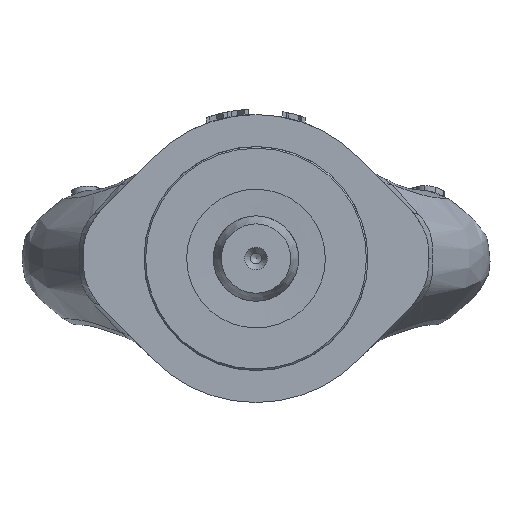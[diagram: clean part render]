
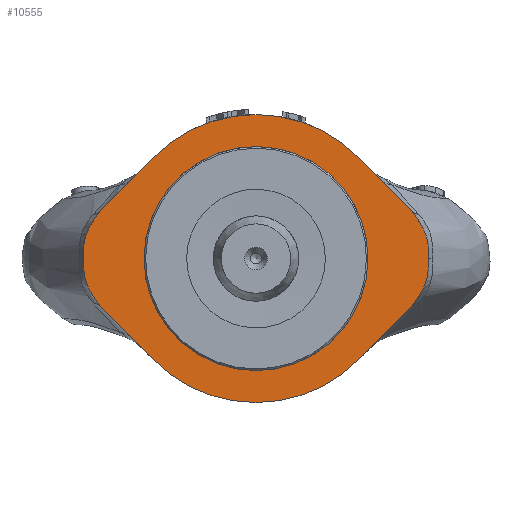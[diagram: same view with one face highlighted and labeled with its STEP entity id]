
A CAD part, front view. The second image highlights one B-rep face of the part: STEP entity #10555.
In plain terms, the highlighted face is planar.
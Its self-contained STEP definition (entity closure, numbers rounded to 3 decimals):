
#512=LINE('',#28449,#1083);
#515=LINE('',#28689,#1086);
#520=LINE('',#29425,#1091);
#523=LINE('',#29684,#1094);
#1083=VECTOR('',#12867,10.);
#1086=VECTOR('',#12878,10.);
#1091=VECTOR('',#12915,10.);
#1094=VECTOR('',#12930,10.);
#1521=PLANE('',#11362);
#1717=FACE_BOUND('',#2784,.T.);
#2124=FACE_OUTER_BOUND('',#2783,.T.);
#2783=EDGE_LOOP('',(#8566,#8567,#8568,#8569,#8570,#8571,#8572,#8573,#8574,
#8575,#8576,#8577,#8578,#8579));
#2784=EDGE_LOOP('',(#8580));
#3563=B_SPLINE_CURVE_WITH_KNOTS('',3,(#28576,#28577,#28578,#28579,#28580,
#28581,#28582,#28583),.UNSPECIFIED.,.F.,.F.,(4,2,2,4),(0.231,
0.314,0.381,0.537),.UNSPECIFIED.);
#3566=B_SPLINE_CURVE_WITH_KNOTS('',3,(#28750,#28751,#28752,#28753,#28754,
#28755,#28756,#28757,#28758,#28759),.UNSPECIFIED.,.F.,.F.,(4,2,2,2,4),(0.,
0.394,0.733,0.822,0.919),
 .UNSPECIFIED.);
#3571=B_SPLINE_CURVE_WITH_KNOTS('',3,(#29565,#29566,#29567,#29568,#29569,
#29570,#29571,#29572),.UNSPECIFIED.,.F.,.F.,(4,2,2,4),(0.231,
0.314,0.381,0.537),.UNSPECIFIED.);
#3576=B_SPLINE_CURVE_WITH_KNOTS('',3,(#29750,#29751,#29752,#29753,#29754,
#29755,#29756,#29757,#29758,#29759),.UNSPECIFIED.,.F.,.F.,(4,2,2,2,4),(0.,
0.394,0.733,0.822,0.919),
 .UNSPECIFIED.);
#3832=CIRCLE('',#11290,21.);
#3862=CIRCLE('',#11334,10.25);
#3864=CIRCLE('',#11337,10.25);
#3871=CIRCLE('',#11350,27.);
#3874=CIRCLE('',#11356,10.25);
#3876=CIRCLE('',#11359,10.25);
#3877=CIRCLE('',#11361,27.);
#4585=VERTEX_POINT('',#23670);
#4620=VERTEX_POINT('',#28446);
#4621=VERTEX_POINT('',#28448);
#4622=VERTEX_POINT('',#28567);
#4624=VERTEX_POINT('',#28571);
#4626=VERTEX_POINT('',#28686);
#4627=VERTEX_POINT('',#28688);
#4628=VERTEX_POINT('',#28749);
#4633=VERTEX_POINT('',#29422);
#4634=VERTEX_POINT('',#29424);
#4636=VERTEX_POINT('',#29562);
#4637=VERTEX_POINT('',#29564);
#4640=VERTEX_POINT('',#29681);
#4641=VERTEX_POINT('',#29683);
#4642=VERTEX_POINT('',#29745);
#5928=EDGE_CURVE('',#4585,#4585,#3832,.T.);
#5987=EDGE_CURVE('',#4620,#4621,#512,.T.);
#5992=EDGE_CURVE('',#4624,#4622,#3563,.F.);
#5997=EDGE_CURVE('',#4626,#4627,#515,.T.);
#5999=EDGE_CURVE('',#4627,#4624,#3862,.T.);
#6000=EDGE_CURVE('',#4628,#4622,#3566,.T.);
#6003=EDGE_CURVE('',#4628,#4620,#3864,.T.);
#6015=EDGE_CURVE('',#4634,#4633,#520,.T.);
#6018=EDGE_CURVE('',#4621,#4633,#3871,.T.);
#6020=EDGE_CURVE('',#4637,#4636,#3571,.F.);
#6027=EDGE_CURVE('',#4641,#4640,#523,.T.);
#6029=EDGE_CURVE('',#4640,#4637,#3874,.T.);
#6032=EDGE_CURVE('',#4642,#4636,#3576,.T.);
#6033=EDGE_CURVE('',#4642,#4634,#3876,.T.);
#6034=EDGE_CURVE('',#4626,#4641,#3877,.T.);
#8566=ORIENTED_EDGE('',*,*,#6034,.T.);
#8567=ORIENTED_EDGE('',*,*,#6027,.T.);
#8568=ORIENTED_EDGE('',*,*,#6029,.T.);
#8569=ORIENTED_EDGE('',*,*,#6020,.T.);
#8570=ORIENTED_EDGE('',*,*,#6032,.F.);
#8571=ORIENTED_EDGE('',*,*,#6033,.T.);
#8572=ORIENTED_EDGE('',*,*,#6015,.T.);
#8573=ORIENTED_EDGE('',*,*,#6018,.F.);
#8574=ORIENTED_EDGE('',*,*,#5987,.F.);
#8575=ORIENTED_EDGE('',*,*,#6003,.F.);
#8576=ORIENTED_EDGE('',*,*,#6000,.T.);
#8577=ORIENTED_EDGE('',*,*,#5992,.F.);
#8578=ORIENTED_EDGE('',*,*,#5999,.F.);
#8579=ORIENTED_EDGE('',*,*,#5997,.F.);
#8580=ORIENTED_EDGE('',*,*,#5928,.T.);
#10555=ADVANCED_FACE('',(#2124,#1717),#1521,.F.);
#11290=AXIS2_PLACEMENT_3D('',#23671,#12782,#12783);
#11334=AXIS2_PLACEMENT_3D('',#28692,#12882,#12883);
#11337=AXIS2_PLACEMENT_3D('',#29334,#12888,#12889);
#11350=AXIS2_PLACEMENT_3D('',#29445,#12919,#12920);
#11356=AXIS2_PLACEMENT_3D('',#29687,#12934,#12935);
#11359=AXIS2_PLACEMENT_3D('',#29825,#12940,#12941);
#11361=AXIS2_PLACEMENT_3D('',#29827,#12944,#12945);
#11362=AXIS2_PLACEMENT_3D('',#29828,#12946,#12947);
#12782=DIRECTION('center_axis',(0.,0.,1.));
#12783=DIRECTION('ref_axis',(1.,0.,0.));
#12867=DIRECTION('',(0.7,-0.714,0.));
#12878=DIRECTION('',(-0.7,-0.714,0.));
#12882=DIRECTION('center_axis',(0.,0.,1.));
#12883=DIRECTION('ref_axis',(1.,0.,0.));
#12888=DIRECTION('center_axis',(0.,0.,1.));
#12889=DIRECTION('ref_axis',(0.714,0.7,0.));
#12915=DIRECTION('',(-0.7,-0.714,0.));
#12919=DIRECTION('center_axis',(0.,0.,1.));
#12920=DIRECTION('ref_axis',(-0.714,0.7,0.));
#12930=DIRECTION('',(0.7,-0.714,0.));
#12934=DIRECTION('center_axis',(0.,0.,-1.));
#12935=DIRECTION('ref_axis',(-1.,0.,0.));
#12940=DIRECTION('center_axis',(0.,0.,-1.));
#12941=DIRECTION('ref_axis',(-0.714,0.7,0.));
#12944=DIRECTION('center_axis',(0.,0.,-1.));
#12945=DIRECTION('ref_axis',(-0.714,-0.7,0.));
#12946=DIRECTION('center_axis',(0.,0.,1.));
#12947=DIRECTION('ref_axis',(1.,0.,0.));
#23670=CARTESIAN_POINT('',(-21.,0.,0.));
#23671=CARTESIAN_POINT('Origin',(0.,0.,0.));
#28446=CARTESIAN_POINT('',(-29.066,-8.929,0.));
#28448=CARTESIAN_POINT('',(-19.272,-18.91,0.));
#28449=CARTESIAN_POINT('',(-29.066,-8.929,0.));
#28567=CARTESIAN_POINT('',(-32.253,0.,0.));
#28571=CARTESIAN_POINT('',(-30.247,7.483,0.));
#28576=CARTESIAN_POINT('Ctrl Pts',(-32.253,0.,
0.));
#28577=CARTESIAN_POINT('Ctrl Pts',(-32.353,1.812,0.));
#28578=CARTESIAN_POINT('Ctrl Pts',(-32.29,2.536,0.));
#28579=CARTESIAN_POINT('Ctrl Pts',(-32.1,3.598,0.));
#28580=CARTESIAN_POINT('Ctrl Pts',(-31.972,4.065,0.));
#28581=CARTESIAN_POINT('Ctrl Pts',(-31.43,5.574,0.));
#28582=CARTESIAN_POINT('Ctrl Pts',(-30.87,6.559,0.));
#28583=CARTESIAN_POINT('Ctrl Pts',(-30.247,7.483,0.));
#28686=CARTESIAN_POINT('',(-19.272,18.91,0.));
#28688=CARTESIAN_POINT('',(-29.066,8.929,0.));
#28689=CARTESIAN_POINT('',(-19.272,18.91,0.));
#28692=CARTESIAN_POINT('Origin',(-21.75,1.75,0.));
#28749=CARTESIAN_POINT('',(-30.247,-7.483,0.));
#28750=CARTESIAN_POINT('Ctrl Pts',(-30.247,-7.483,
0.));
#28751=CARTESIAN_POINT('Ctrl Pts',(-30.982,-6.393,
0.));
#28752=CARTESIAN_POINT('Ctrl Pts',(-31.627,-5.223,
0.));
#28753=CARTESIAN_POINT('Ctrl Pts',(-32.303,-2.868,
0.));
#28754=CARTESIAN_POINT('Ctrl Pts',(-32.316,-2.031,
0.));
#28755=CARTESIAN_POINT('Ctrl Pts',(-32.297,-1.059,
0.));
#28756=CARTESIAN_POINT('Ctrl Pts',(-32.291,-0.857,
0.));
#28757=CARTESIAN_POINT('Ctrl Pts',(-32.275,-0.435,
0.));
#28758=CARTESIAN_POINT('Ctrl Pts',(-32.265,-0.218,
0.));
#28759=CARTESIAN_POINT('Ctrl Pts',(-32.253,0.,
0.));
#29334=CARTESIAN_POINT('Origin',(-21.75,-1.75,0.));
#29422=CARTESIAN_POINT('',(19.272,-18.91,0.));
#29424=CARTESIAN_POINT('',(29.066,-8.929,0.));
#29425=CARTESIAN_POINT('',(29.066,-8.929,0.));
#29445=CARTESIAN_POINT('Origin',(0.,0.,0.));
#29562=CARTESIAN_POINT('',(32.253,0.,0.));
#29564=CARTESIAN_POINT('',(30.247,7.483,0.));
#29565=CARTESIAN_POINT('Ctrl Pts',(32.253,0.,
0.));
#29566=CARTESIAN_POINT('Ctrl Pts',(32.353,1.812,0.));
#29567=CARTESIAN_POINT('Ctrl Pts',(32.29,2.536,0.));
#29568=CARTESIAN_POINT('Ctrl Pts',(32.1,3.598,0.));
#29569=CARTESIAN_POINT('Ctrl Pts',(31.972,4.065,0.));
#29570=CARTESIAN_POINT('Ctrl Pts',(31.43,5.574,0.));
#29571=CARTESIAN_POINT('Ctrl Pts',(30.87,6.559,0.));
#29572=CARTESIAN_POINT('Ctrl Pts',(30.247,7.483,0.));
#29681=CARTESIAN_POINT('',(29.066,8.929,0.));
#29683=CARTESIAN_POINT('',(19.272,18.91,0.));
#29684=CARTESIAN_POINT('',(19.272,18.91,0.));
#29687=CARTESIAN_POINT('Origin',(21.75,1.75,0.));
#29745=CARTESIAN_POINT('',(30.247,-7.483,0.));
#29750=CARTESIAN_POINT('Ctrl Pts',(30.247,-7.483,0.));
#29751=CARTESIAN_POINT('Ctrl Pts',(30.982,-6.393,0.));
#29752=CARTESIAN_POINT('Ctrl Pts',(31.627,-5.223,0.));
#29753=CARTESIAN_POINT('Ctrl Pts',(32.303,-2.868,0.));
#29754=CARTESIAN_POINT('Ctrl Pts',(32.316,-2.031,0.));
#29755=CARTESIAN_POINT('Ctrl Pts',(32.297,-1.059,0.));
#29756=CARTESIAN_POINT('Ctrl Pts',(32.291,-0.857,0.));
#29757=CARTESIAN_POINT('Ctrl Pts',(32.275,-0.435,
0.));
#29758=CARTESIAN_POINT('Ctrl Pts',(32.265,-0.218,
0.));
#29759=CARTESIAN_POINT('Ctrl Pts',(32.253,0.,
0.));
#29825=CARTESIAN_POINT('Origin',(21.75,-1.75,0.));
#29827=CARTESIAN_POINT('Origin',(0.,0.,0.));
#29828=CARTESIAN_POINT('Origin',(0.,0.,
0.));
